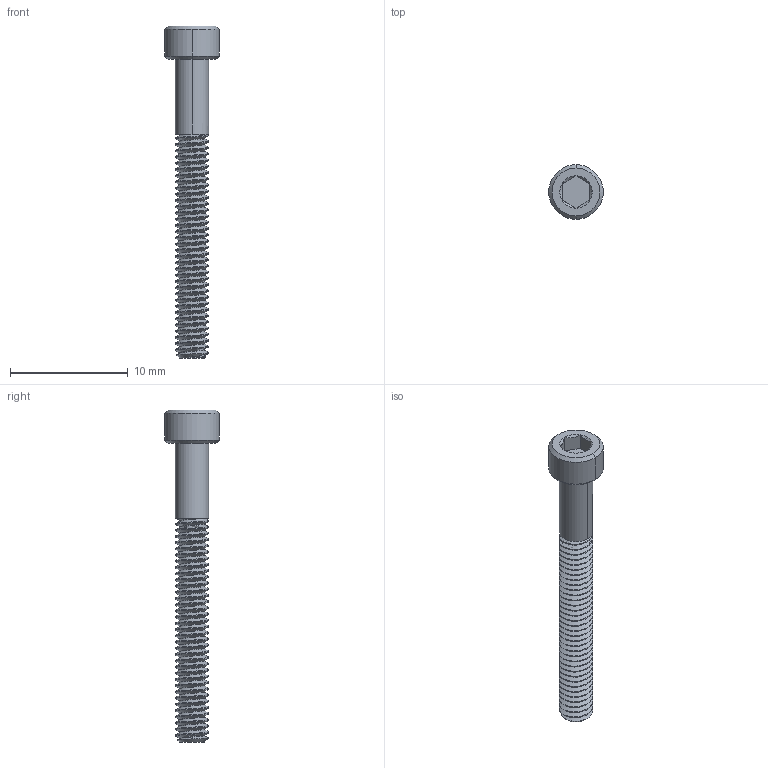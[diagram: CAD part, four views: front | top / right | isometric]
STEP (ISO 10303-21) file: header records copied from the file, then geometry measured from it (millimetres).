
FILE_DESCRIPTION (( 'STEP AP203' ), '1' );
FILE_NAME ('91251A168_Black-Oxide Alloy Steel Socket Head Screw.STEP', '2022-06-07T19:41:01', ( 'Administrator' ), ( 'Managed by Terraform' ), 'SwSTEP 2.0', 'SolidWorks 2017', '' );
FILE_SCHEMA (( 'CONFIG_CONTROL_DESIGN' ));
Length unit declared in the file: inch
Products named in the file (1): 91251A168_Black-Oxide Alloy Steel Socket Head Screw
Bounding box: 4.65 x 4.65 x 28.24 mm (x, y, z)
Volume: 175.2 mm3; surface area: 398.4 mm2
Topology: 1 solids, 1 shells, 102 faces, 277 edges, 179 vertices
Faces by surface type: cylinder 74, cone 14, plane 11, bspline 3
Entity records: 8122 total; most frequent: CARTESIAN_POINT 5933, ORIENTED_EDGE 554, DIRECTION 338, EDGE_CURVE 277, VERTEX_POINT 179, AXIS2_PLACEMENT_3D 122, EDGE_LOOP 104, ADVANCED_FACE 102
